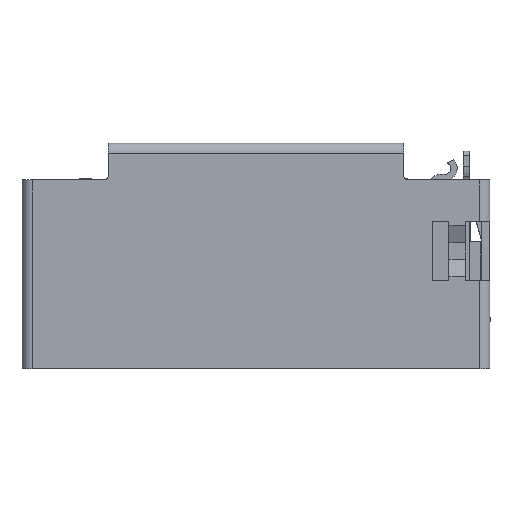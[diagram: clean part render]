
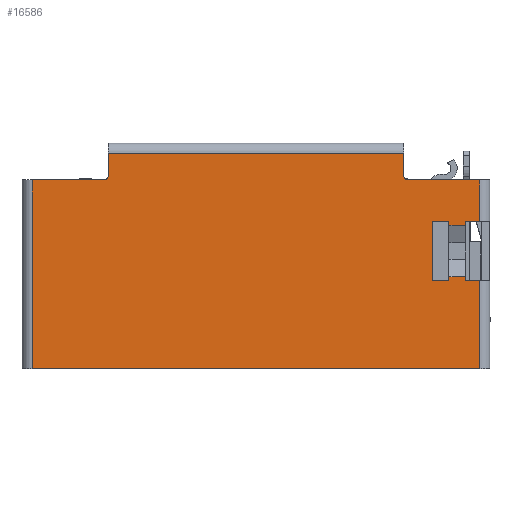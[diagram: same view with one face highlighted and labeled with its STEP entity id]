
A CAD part, top view. The second image highlights one B-rep face of the part: STEP entity #16586.
In plain terms, the highlighted planar face has unit normal (0, 0, 1).
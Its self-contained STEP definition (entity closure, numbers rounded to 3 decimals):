
#63=PLANE('',#17482);
#762=FACE_OUTER_BOUND('',#1633,.T.);
#1633=EDGE_LOOP('',(#11416,#11417,#11418,#11419,#11420,#11421,#11422,#11423,
#11424,#11425,#11426,#11427,#11428,#11429,#11430,#11431,#11432,#11433,#11434,
#11435,#11436,#11437));
#2511=CIRCLE('',#17473,0.1);
#2516=CIRCLE('',#17481,0.1);
#2866=LINE('',#23344,#5032);
#2872=LINE('',#23360,#5038);
#2879=LINE('',#23381,#5045);
#2881=LINE('',#23388,#5047);
#2882=LINE('',#23390,#5048);
#2883=LINE('',#23392,#5049);
#2884=LINE('',#23394,#5050);
#2885=LINE('',#23396,#5051);
#2886=LINE('',#23398,#5052);
#2887=LINE('',#23400,#5053);
#2888=LINE('',#23402,#5054);
#2889=LINE('',#23404,#5055);
#2890=LINE('',#23406,#5056);
#2891=LINE('',#23408,#5057);
#2892=LINE('',#23410,#5058);
#2893=LINE('',#23412,#5059);
#2894=LINE('',#23414,#5060);
#2895=LINE('',#23415,#5061);
#2896=LINE('',#23417,#5062);
#2897=LINE('',#23418,#5063);
#5032=VECTOR('',#18718,0.55);
#5038=VECTOR('',#18732,1.75);
#5045=VECTOR('',#18749,1.75);
#5047=VECTOR('',#18757,4.6);
#5048=VECTOR('',#18758,10.9);
#5049=VECTOR('',#18759,2.15);
#5050=VECTOR('',#18760,0.35);
#5051=VECTOR('',#18761,0.09);
#5052=VECTOR('',#18762,0.4);
#5053=VECTOR('',#18763,0.09);
#5054=VECTOR('',#18764,0.4);
#5055=VECTOR('',#18765,1.44);
#5056=VECTOR('',#18766,0.4);
#5057=VECTOR('',#18767,0.09);
#5058=VECTOR('',#18768,0.4);
#5059=VECTOR('',#18769,0.09);
#5060=VECTOR('',#18770,0.35);
#5061=VECTOR('',#18771,1.01);
#5062=VECTOR('',#18772,0.55);
#5063=VECTOR('',#18773,7.2);
#7200=VERTEX_POINT('',#23341);
#7201=VERTEX_POINT('',#23343);
#7205=VERTEX_POINT('',#23353);
#7206=VERTEX_POINT('',#23357);
#7207=VERTEX_POINT('',#23359);
#7216=VERTEX_POINT('',#23379);
#7217=VERTEX_POINT('',#23383);
#7218=VERTEX_POINT('',#23387);
#7219=VERTEX_POINT('',#23389);
#7220=VERTEX_POINT('',#23391);
#7221=VERTEX_POINT('',#23393);
#7222=VERTEX_POINT('',#23395);
#7223=VERTEX_POINT('',#23397);
#7224=VERTEX_POINT('',#23399);
#7225=VERTEX_POINT('',#23401);
#7226=VERTEX_POINT('',#23403);
#7227=VERTEX_POINT('',#23405);
#7228=VERTEX_POINT('',#23407);
#7229=VERTEX_POINT('',#23409);
#7230=VERTEX_POINT('',#23411);
#7231=VERTEX_POINT('',#23413);
#7232=VERTEX_POINT('',#23416);
#8865=EDGE_CURVE('',#7201,#7200,#2866,.T.);
#8871=EDGE_CURVE('',#7200,#7205,#2511,.T.);
#8873=EDGE_CURVE('',#7207,#7206,#2872,.T.);
#8884=EDGE_CURVE('',#7205,#7216,#2879,.T.);
#8886=EDGE_CURVE('',#7206,#7217,#2516,.T.);
#8887=EDGE_CURVE('',#7218,#7216,#2881,.T.);
#8888=EDGE_CURVE('',#7219,#7218,#2882,.T.);
#8889=EDGE_CURVE('',#7219,#7220,#2883,.T.);
#8890=EDGE_CURVE('',#7220,#7221,#2884,.T.);
#8891=EDGE_CURVE('',#7222,#7221,#2885,.T.);
#8892=EDGE_CURVE('',#7223,#7222,#2886,.T.);
#8893=EDGE_CURVE('',#7223,#7224,#2887,.T.);
#8894=EDGE_CURVE('',#7224,#7225,#2888,.T.);
#8895=EDGE_CURVE('',#7226,#7225,#2889,.T.);
#8896=EDGE_CURVE('',#7227,#7226,#2890,.T.);
#8897=EDGE_CURVE('',#7227,#7228,#2891,.T.);
#8898=EDGE_CURVE('',#7228,#7229,#2892,.T.);
#8899=EDGE_CURVE('',#7230,#7229,#2893,.T.);
#8900=EDGE_CURVE('',#7231,#7230,#2894,.T.);
#8901=EDGE_CURVE('',#7231,#7207,#2895,.T.);
#8902=EDGE_CURVE('',#7217,#7232,#2896,.T.);
#8903=EDGE_CURVE('',#7232,#7201,#2897,.T.);
#11416=ORIENTED_EDGE('',*,*,#8884,.T.);
#11417=ORIENTED_EDGE('',*,*,#8887,.F.);
#11418=ORIENTED_EDGE('',*,*,#8888,.F.);
#11419=ORIENTED_EDGE('',*,*,#8889,.T.);
#11420=ORIENTED_EDGE('',*,*,#8890,.T.);
#11421=ORIENTED_EDGE('',*,*,#8891,.F.);
#11422=ORIENTED_EDGE('',*,*,#8892,.F.);
#11423=ORIENTED_EDGE('',*,*,#8893,.T.);
#11424=ORIENTED_EDGE('',*,*,#8894,.T.);
#11425=ORIENTED_EDGE('',*,*,#8895,.F.);
#11426=ORIENTED_EDGE('',*,*,#8896,.F.);
#11427=ORIENTED_EDGE('',*,*,#8897,.T.);
#11428=ORIENTED_EDGE('',*,*,#8898,.T.);
#11429=ORIENTED_EDGE('',*,*,#8899,.F.);
#11430=ORIENTED_EDGE('',*,*,#8900,.F.);
#11431=ORIENTED_EDGE('',*,*,#8901,.T.);
#11432=ORIENTED_EDGE('',*,*,#8873,.T.);
#11433=ORIENTED_EDGE('',*,*,#8886,.T.);
#11434=ORIENTED_EDGE('',*,*,#8902,.T.);
#11435=ORIENTED_EDGE('',*,*,#8903,.T.);
#11436=ORIENTED_EDGE('',*,*,#8865,.T.);
#11437=ORIENTED_EDGE('',*,*,#8871,.T.);
#16586=ADVANCED_FACE('',(#762),#63,.T.);
#17473=AXIS2_PLACEMENT_3D('',#23355,#18727,#18728);
#17481=AXIS2_PLACEMENT_3D('',#23385,#18753,#18754);
#17482=AXIS2_PLACEMENT_3D('',#23386,#18755,#18756);
#18718=DIRECTION('',(0.,-1.,0.));
#18727=DIRECTION('center_axis',(0.,0.,-1.));
#18728=DIRECTION('ref_axis',(1.,0.,0.));
#18732=DIRECTION('',(-1.,0.,0.));
#18749=DIRECTION('',(-1.,0.,0.));
#18753=DIRECTION('center_axis',(0.,0.,-1.));
#18754=DIRECTION('ref_axis',(0.,-1.,0.));
#18755=DIRECTION('center_axis',(0.,0.,1.));
#18756=DIRECTION('ref_axis',(-1.,0.,0.));
#18757=DIRECTION('',(0.,1.,0.));
#18758=DIRECTION('',(-1.,0.,0.));
#18759=DIRECTION('',(0.,1.,0.));
#18760=DIRECTION('',(-1.,0.,0.));
#18761=DIRECTION('',(0.,-1.,0.));
#18762=DIRECTION('',(1.,0.,0.));
#18763=DIRECTION('',(0.,-1.,0.));
#18764=DIRECTION('',(-1.,0.,0.));
#18765=DIRECTION('',(0.,-1.,0.));
#18766=DIRECTION('',(-1.,0.,0.));
#18767=DIRECTION('',(0.,-1.,0.));
#18768=DIRECTION('',(1.,0.,0.));
#18769=DIRECTION('',(0.,-1.,0.));
#18770=DIRECTION('',(-1.,0.,0.));
#18771=DIRECTION('',(0.,1.,0.));
#18772=DIRECTION('',(0.,1.,0.));
#18773=DIRECTION('',(-1.,0.,0.));
#23341=CARTESIAN_POINT('',(-3.3,0.525,2.65));
#23343=CARTESIAN_POINT('',(-3.3,1.075,2.65));
#23344=CARTESIAN_POINT('',(-3.3,1.075,2.65));
#23353=CARTESIAN_POINT('',(-3.4,0.425,2.65));
#23355=CARTESIAN_POINT('Origin',(-3.4,0.525,2.65));
#23357=CARTESIAN_POINT('',(4.,0.425,2.65));
#23359=CARTESIAN_POINT('',(5.75,0.425,2.65));
#23360=CARTESIAN_POINT('',(5.75,0.425,2.65));
#23379=CARTESIAN_POINT('',(-5.15,0.425,2.65));
#23381=CARTESIAN_POINT('',(-3.4,0.425,2.65));
#23383=CARTESIAN_POINT('',(3.9,0.525,2.65));
#23385=CARTESIAN_POINT('Origin',(4.,0.525,2.65));
#23386=CARTESIAN_POINT('Origin',(6.,-4.175,2.65));
#23387=CARTESIAN_POINT('',(-5.15,-4.175,2.65));
#23388=CARTESIAN_POINT('',(-5.15,-4.175,2.65));
#23389=CARTESIAN_POINT('',(5.75,-4.175,2.65));
#23390=CARTESIAN_POINT('',(5.75,-4.175,2.65));
#23391=CARTESIAN_POINT('',(5.75,-2.025,2.65));
#23392=CARTESIAN_POINT('',(5.75,-4.175,2.65));
#23393=CARTESIAN_POINT('',(5.4,-2.025,2.65));
#23394=CARTESIAN_POINT('',(5.75,-2.025,2.65));
#23395=CARTESIAN_POINT('',(5.4,-1.935,2.65));
#23396=CARTESIAN_POINT('',(5.4,-1.935,2.65));
#23397=CARTESIAN_POINT('',(5.,-1.935,2.65));
#23398=CARTESIAN_POINT('',(5.,-1.935,2.65));
#23399=CARTESIAN_POINT('',(5.,-2.025,2.65));
#23400=CARTESIAN_POINT('',(5.,-1.935,2.65));
#23401=CARTESIAN_POINT('',(4.6,-2.025,2.65));
#23402=CARTESIAN_POINT('',(5.,-2.025,2.65));
#23403=CARTESIAN_POINT('',(4.6,-0.585,2.65));
#23404=CARTESIAN_POINT('',(4.6,-0.585,2.65));
#23405=CARTESIAN_POINT('',(5.,-0.585,2.65));
#23406=CARTESIAN_POINT('',(5.,-0.585,2.65));
#23407=CARTESIAN_POINT('',(5.,-0.675,2.65));
#23408=CARTESIAN_POINT('',(5.,-0.585,2.65));
#23409=CARTESIAN_POINT('',(5.4,-0.675,2.65));
#23410=CARTESIAN_POINT('',(5.,-0.675,2.65));
#23411=CARTESIAN_POINT('',(5.4,-0.585,2.65));
#23412=CARTESIAN_POINT('',(5.4,-0.585,2.65));
#23413=CARTESIAN_POINT('',(5.75,-0.585,2.65));
#23414=CARTESIAN_POINT('',(5.75,-0.585,2.65));
#23415=CARTESIAN_POINT('',(5.75,-0.585,2.65));
#23416=CARTESIAN_POINT('',(3.9,1.075,2.65));
#23417=CARTESIAN_POINT('',(3.9,0.525,2.65));
#23418=CARTESIAN_POINT('',(3.9,1.075,2.65));
